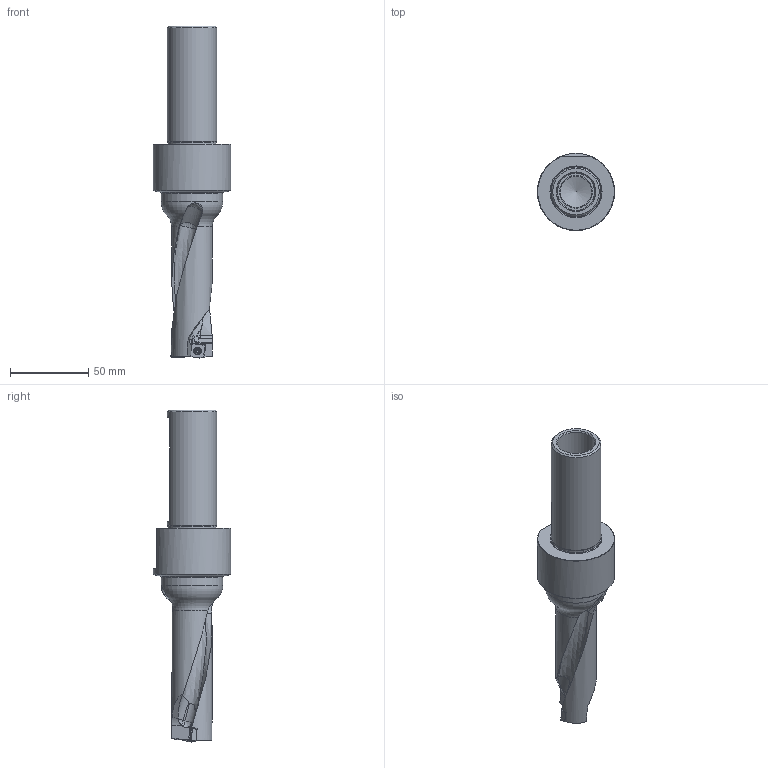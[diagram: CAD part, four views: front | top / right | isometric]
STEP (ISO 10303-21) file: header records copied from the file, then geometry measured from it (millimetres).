
FILE_DESCRIPTION(/* description */ (''),/* implementation_level */ '2;1');
FILE_NAME(/* name */ 'toolassembly_1.stp',/* time_stamp */ '2020-07-08T14:21:27+02:00',/* author */ (''),/* organization */ ('SMS'),/* preprocessor_version */ 'ST-DEVELOPER v16.7',/* originating_system */ 'SIEMENS PLM Software NX 12.0',/* authorisation */ '');
FILE_SCHEMA (('AUTOMOTIVE_DESIGN { 1 0 10303 214 3 1 1 1 }'));
Length unit declared in the file: millimetre
Products named in the file (5): CUT_20200708141752; CUT_20200708141750; NOCUT_20200708141741; ASSEMBLY_CONSTRUCTION; TOOLASSEMBLY_1
Assembly tree (4 placements, depth 2):
  TOOLASSEMBLY_1
    ASSEMBLY_CONSTRUCTION
    NOCUT_20200708141741
    CUT_20200708141750
    CUT_20200708141752
Bounding box: 49.45 x 49.45 x 212.51 mm (x, y, z)
Volume: 142809.8 mm3; surface area: 30484.5 mm2
Topology: 3 solids, 4 shells, 270 faces, 714 edges, 455 vertices
Faces by surface type: plane 97, cylinder 65, cone 30, bspline 26, extrusion 24, torus 14, sphere 13, revolution 1
Full cylindrical faces by diameter (mm): 2.5 x1, 3.2 x2, 4.4 x2, 14.08 x1, 20 x1, 21 x1, 24.15 x1, 31.242 x1, 31.742 x1, 39.5 x1, 49.45 x1
Entity records: 11954 total; most frequent: CARTESIAN_POINT 5573, ORIENTED_EDGE 1270, DIRECTION 1242, EDGE_CURVE 635, AXIS2_PLACEMENT_3D 494, VERTEX_POINT 428, EDGE_LOOP 324, ADVANCED_FACE 270
